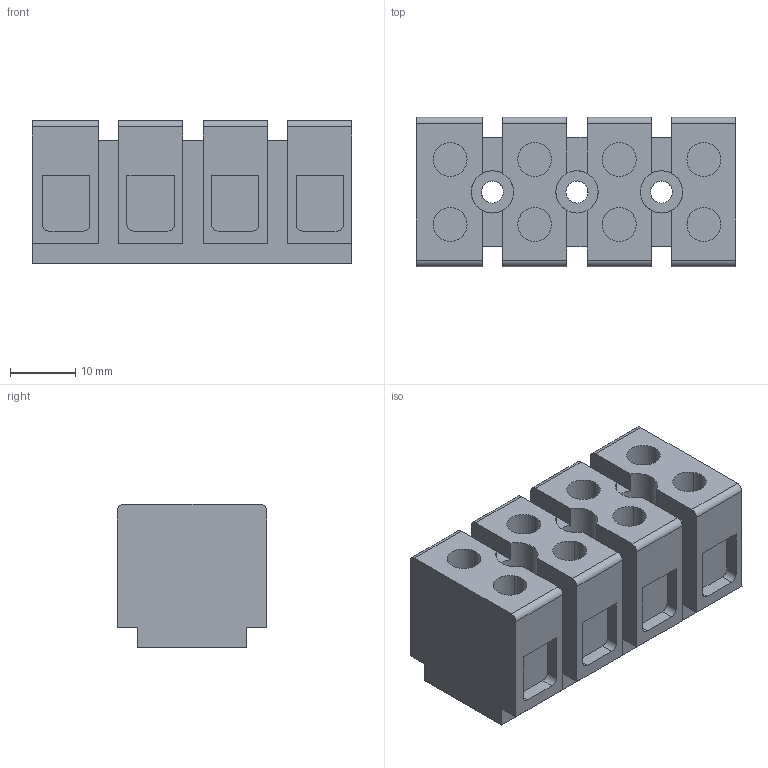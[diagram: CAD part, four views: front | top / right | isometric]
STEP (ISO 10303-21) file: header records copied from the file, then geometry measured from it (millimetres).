
FILE_DESCRIPTION(('CATIA V5 STEP Exchange','CAx-IF Rec.Pracs.--- Model Styling and Organization---1.4--- 2014-01-23'),'2;1');
FILE_NAME ('031591-2_1', '2021-12-08T06:32:02+00:00', ('none'), ('Weidmueller'), 'CATIA Version 5-6 Release 2016 SP3 HF44', 'CATIA V5 STEP AP214', 'none');
FILE_SCHEMA(('AUTOMOTIVE_DESIGN { 1 0 10303 214 1 1 1 1 }'));
Length unit declared in the file: millimetre
Products named in the file (1): 7906240000
Bounding box: 49.2 x 23 x 22 mm (x, y, z)
Volume: 19419.2 mm3; surface area: 8241.6 mm2
Topology: 1 solids, 1 shells, 152 faces, 406 edges, 272 vertices
Faces by surface type: plane 94, cylinder 58
Entity records: 4276 total; most frequent: ORIENTED_EDGE 812, CARTESIAN_POINT 751, DIRECTION 550, EDGE_CURVE 406, VECTOR 278, LINE 278, VERTEX_POINT 272, AXIS2_PLACEMENT_3D 201
